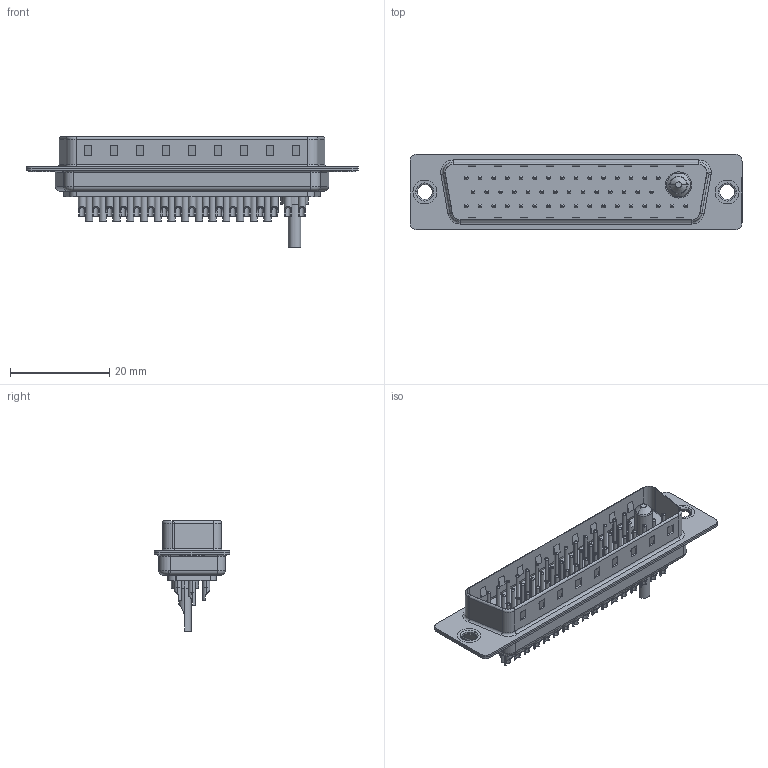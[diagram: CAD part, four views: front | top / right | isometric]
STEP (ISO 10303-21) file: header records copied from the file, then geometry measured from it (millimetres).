
FILE_DESCRIPTION (( 'STEP AP203' ), '1' );
FILE_NAME ('627-47W1622-1T1.STEP', '2019-06-20T16:26:27', ( '' ), ( '' ), 'SwSTEP 2.0', 'SolidWorks 2016', '' );
FILE_SCHEMA (( 'CONFIG_CONTROL_DESIGN' ));
Length unit declared in the file: millimetre
Products named in the file (9): 627Combo Housing_47W1; 627Combo Contact Row 2_22L; Power Pin_10A SC; 627Combo Contact Row 3_22; 627-47W1622-1T1; 627Combo Shell Rear_50 Contacts; 627Combo Shell Front_50 Contacts; 627Combo Thru Hole Rivet; 627Combo Contact Row 1_22
Assembly tree (52 placements, depth 2):
  627-47W1622-1T1
    627Combo Housing_47W1
    627Combo Shell Rear_50 Contacts
    627Combo Shell Front_50 Contacts
    627Combo Thru Hole Rivet  x2
    Power Pin_10A SC
    627Combo Contact Row 1_22  x15
    627Combo Contact Row 2_22L  x14
    627Combo Contact Row 3_22  x17
Bounding box: 67 x 15.3 x 22.3 mm (x, y, z)
Volume: 4610 mm3; surface area: 11109.8 mm2
Topology: 53 solids, 53 shells, 2133 faces, 4938 edges, 3015 vertices
Faces by surface type: cylinder 883, plane 629, torus 520, cone 99, bspline 2
Entity records: 27990 total; most frequent: DIRECTION 4842, CARTESIAN_POINT 4563, ORIENTED_EDGE 4100, EDGE_CURVE 2050, AXIS2_PLACEMENT_3D 1924, VERTEX_POINT 1314, EDGE_LOOP 1122, CIRCLE 1005
